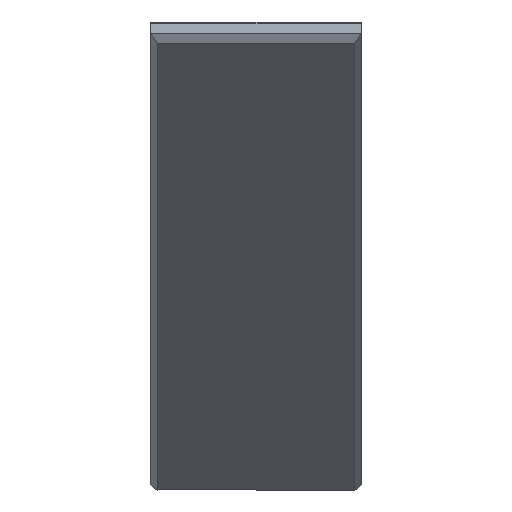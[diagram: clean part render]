
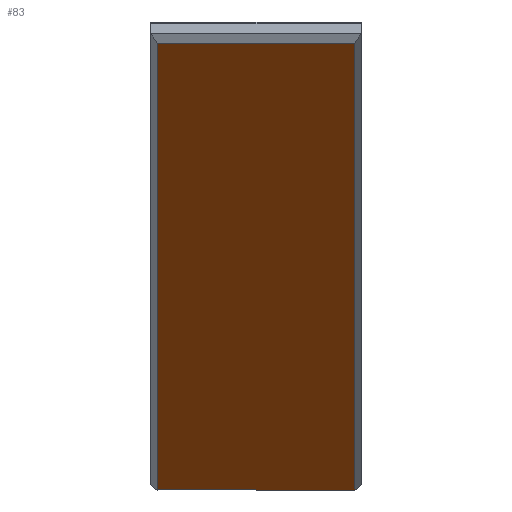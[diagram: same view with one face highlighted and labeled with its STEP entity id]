
A CAD part, left-side view. The second image highlights one B-rep face of the part: STEP entity #83.
In plain terms, the highlighted planar face has unit normal (-0.5, 0, -0.866).
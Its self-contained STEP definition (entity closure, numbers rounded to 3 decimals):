
#83 = ADVANCED_FACE( '', ( #310 ), #311, .F. );
#310 = FACE_OUTER_BOUND( '', #741, .T. );
#311 = PLANE( '', #742 );
#741 = EDGE_LOOP( '', ( #1597, #1598, #1599, #1600 ) );
#742 = AXIS2_PLACEMENT_3D( '', #1601, #1602, #1603 );
#1597 = ORIENTED_EDGE( '', *, *, #3459, .T. );
#1598 = ORIENTED_EDGE( '', *, *, #3460, .T. );
#1599 = ORIENTED_EDGE( '', *, *, #3461, .T. );
#1600 = ORIENTED_EDGE( '', *, *, #3462, .T. );
#1601 = CARTESIAN_POINT( '', ( 0., -16., 0. ) );
#1602 = DIRECTION( '', ( 0.5, 0., 0.866 ) );
#1603 = DIRECTION( '', ( 0.866, 0., -0.5 ) );
#3459 = EDGE_CURVE( '', #4497, #4498, #4499, .T. );
#3460 = EDGE_CURVE( '', #4498, #4500, #4501, .T. );
#3461 = EDGE_CURVE( '', #4500, #4502, #4503, .T. );
#3462 = EDGE_CURVE( '', #4502, #4497, #4504, .T. );
#4497 = VERTEX_POINT( '', #5756 );
#4498 = VERTEX_POINT( '', #5757 );
#4499 = LINE( '', #5758, #5759 );
#4500 = VERTEX_POINT( '', #5760 );
#4501 = LINE( '', #5761, #5762 );
#4502 = VERTEX_POINT( '', #5763 );
#4503 = LINE( '', #5764, #5765 );
#4504 = LINE( '', #5766, #5767 );
#5756 = CARTESIAN_POINT( '', ( -118.556, 15., 68.448 ) );
#5757 = CARTESIAN_POINT( '', ( -0.866, 15., 0.5 ) );
#5758 = CARTESIAN_POINT( '', ( 0., 15., 0. ) );
#5759 = VECTOR( '', #7013, 1000. );
#5760 = CARTESIAN_POINT( '', ( -0.866, -15., 0.5 ) );
#5761 = CARTESIAN_POINT( '', ( -0.866, -16., 0.5 ) );
#5762 = VECTOR( '', #7014, 1000. );
#5763 = CARTESIAN_POINT( '', ( -118.556, -15., 68.448 ) );
#5764 = CARTESIAN_POINT( '', ( -119.422, -15., 68.948 ) );
#5765 = VECTOR( '', #7015, 1000. );
#5766 = CARTESIAN_POINT( '', ( -118.556, 16., 68.448 ) );
#5767 = VECTOR( '', #7016, 1000. );
#7013 = DIRECTION( '', ( 0.866, 0., -0.5 ) );
#7014 = DIRECTION( '', ( 0., -1., 0. ) );
#7015 = DIRECTION( '', ( -0.866, 0., 0.5 ) );
#7016 = DIRECTION( '', ( 0., 1., 0. ) );
